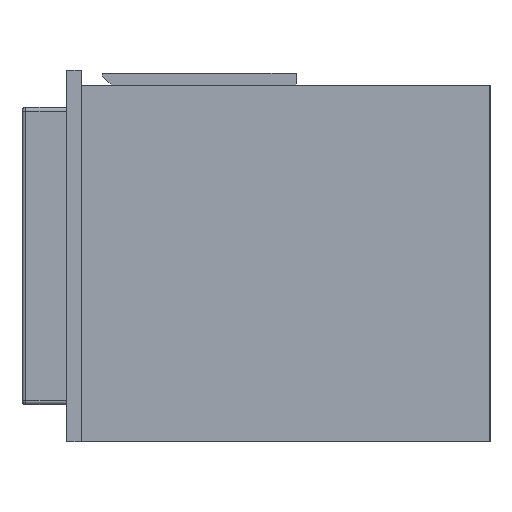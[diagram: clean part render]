
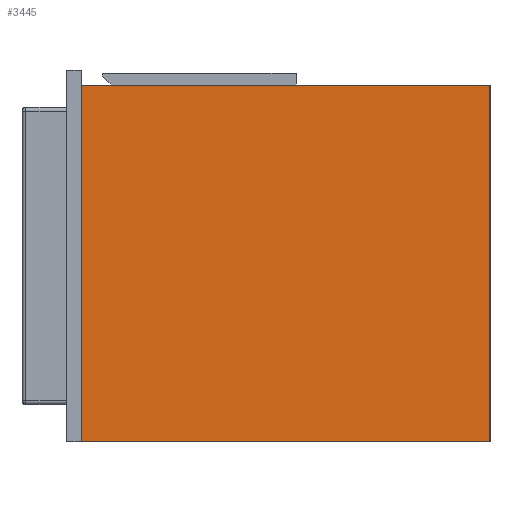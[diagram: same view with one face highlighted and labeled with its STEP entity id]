
A CAD part, left-side view. The second image highlights one B-rep face of the part: STEP entity #3445.
In plain terms, the highlighted planar face has unit normal (-1, 0, 0).
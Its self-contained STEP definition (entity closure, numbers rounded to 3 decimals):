
#123 = EDGE_CURVE ( 'NONE', #2264, #2987, #467, .T. ) ;
#241 = EDGE_CURVE ( 'NONE', #3346, #5358, #4289, .T. ) ;
#445 = DIRECTION ( 'NONE',  ( 0., 1., 0. ) ) ;
#467 = LINE ( 'NONE', #1268, #1706 ) ;
#675 = CARTESIAN_POINT ( 'NONE',  ( -369., -275., 480. ) ) ;
#1027 = ORIENTED_EDGE ( 'NONE', *, *, #241, .T. ) ;
#1101 = CARTESIAN_POINT ( 'NONE',  ( -369., -275., 480. ) ) ;
#1268 = CARTESIAN_POINT ( 'NONE',  ( -369., 275., 0. ) ) ;
#1378 = DIRECTION ( 'NONE',  ( 0., 0., -1. ) ) ;
#1706 = VECTOR ( 'NONE', #2877, 1000. ) ;
#1751 = ORIENTED_EDGE ( 'NONE', *, *, #1852, .T. ) ;
#1852 = EDGE_CURVE ( 'NONE', #5358, #2987, #1959, .T. ) ;
#1866 = CARTESIAN_POINT ( 'NONE',  ( -369., 275., 480. ) ) ;
#1959 = LINE ( 'NONE', #1866, #3317 ) ;
#2046 = DIRECTION ( 'NONE',  ( -1., 0., 0. ) ) ;
#2200 = CARTESIAN_POINT ( 'NONE',  ( -369., -275., 0. ) ) ;
#2264 = VERTEX_POINT ( 'NONE', #2200 ) ;
#2478 = CARTESIAN_POINT ( 'NONE',  ( -369., 275., 0. ) ) ;
#2506 = PLANE ( 'NONE',  #3723 ) ;
#2530 = CARTESIAN_POINT ( 'NONE',  ( -369., 275., 480. ) ) ;
#2559 = ORIENTED_EDGE ( 'NONE', *, *, #5031, .F. ) ;
#2662 = LINE ( 'NONE', #675, #2852 ) ;
#2781 = DIRECTION ( 'NONE',  ( 0., 0., -1. ) ) ;
#2852 = VECTOR ( 'NONE', #2781, 1000. ) ;
#2874 = EDGE_LOOP ( 'NONE', ( #4058, #2559, #1027, #1751 ) ) ;
#2877 = DIRECTION ( 'NONE',  ( 0., 1., 0. ) ) ;
#2987 = VERTEX_POINT ( 'NONE', #2478 ) ;
#3305 = DIRECTION ( 'NONE',  ( 0., -1., 0. ) ) ;
#3317 = VECTOR ( 'NONE', #1378, 1000. ) ;
#3346 = VERTEX_POINT ( 'NONE', #1101 ) ;
#3445 = ADVANCED_FACE ( 'NONE', ( #5345 ), #2506, .T. ) ;
#3723 = AXIS2_PLACEMENT_3D ( 'NONE', #5356, #2046, #3305 ) ;
#4058 = ORIENTED_EDGE ( 'NONE', *, *, #123, .F. ) ;
#4168 = CARTESIAN_POINT ( 'NONE',  ( -369., 275., 480. ) ) ;
#4289 = LINE ( 'NONE', #4168, #5011 ) ;
#5011 = VECTOR ( 'NONE', #445, 1000. ) ;
#5031 = EDGE_CURVE ( 'NONE', #3346, #2264, #2662, .T. ) ;
#5345 = FACE_OUTER_BOUND ( 'NONE', #2874, .T. ) ;
#5356 = CARTESIAN_POINT ( 'NONE',  ( -369., 275., 480. ) ) ;
#5358 = VERTEX_POINT ( 'NONE', #2530 ) ;
